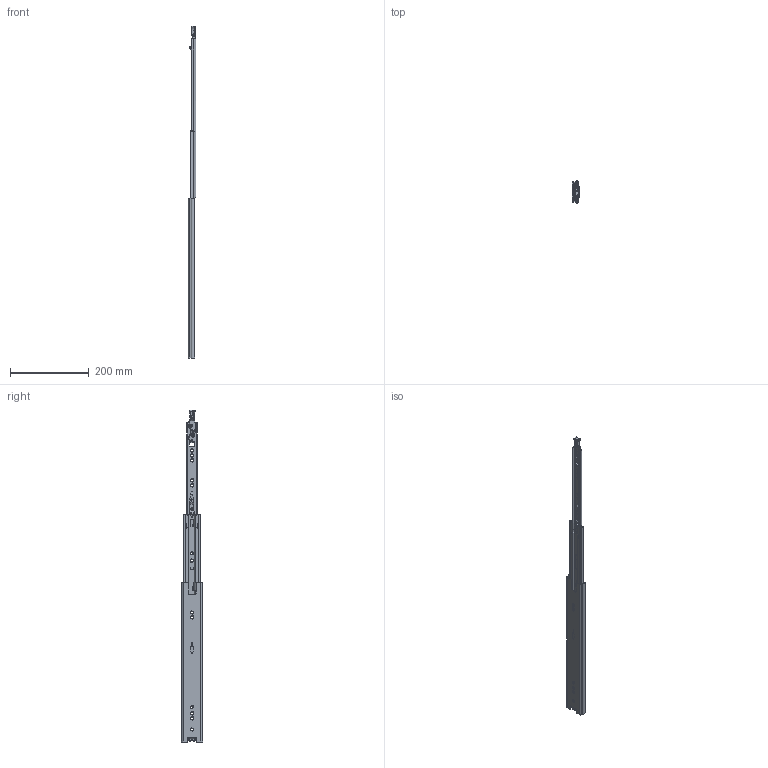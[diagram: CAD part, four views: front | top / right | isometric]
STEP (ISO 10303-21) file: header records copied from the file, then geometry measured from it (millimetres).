
FILE_DESCRIPTION (( 'STEP AP214' ), '1' );
FILE_NAME ('FR_5609_SL.0406mm_16inch_open_left.STEP', '2022-10-27T05:20:44', ( '' ), ( '' ), 'SwSTEP 2.0', 'SolidWorks 2020', '' );
FILE_SCHEMA (( 'AUTOMOTIVE_DESIGN' ));
Length unit declared in the file: millimetre
Products named in the file (13): 5609.XXX-01.T058_NL 16; Middle Stop; 5609.XXX-03.T058_NL 16; Middle Lock; FR_5609_SL.0406mm_16inch_open_left; Detent; 5609.XXX-02.T058_NL 16 open; Drawer Lock; Locking Handle; Spring Lever; 5609.XXX-02.T058_NL 16
Assembly tree (12 placements, depth 3):
  FR_5609_SL.0406mm_16inch_open_left
    5609.XXX-01.T058_NL 16
      5609.XXX-01.T058_NL 16
      Detent
    5609.XXX-02.T058_NL 16 open
      5609.XXX-02.T058_NL 16
      Middle Stop
      Middle Lock
    5609.XXX-03.T058_NL 16
      5609.XXX-03.T058_NL 16
      Locking Handle
      Spring Lever
      Drawer Lock
Bounding box: 19.1 x 55.98 x 845.87 mm (x, y, z)
Volume: 150720 mm3; surface area: 175719.4 mm2
Topology: 10 solids, 10 shells, 1550 faces, 4055 edges, 2505 vertices
Faces by surface type: cylinder 688, plane 524, bspline 184, cone 154
Entity records: 55028 total; most frequent: CARTESIAN_POINT 17730, ORIENTED_EDGE 8082, DIRECTION 7418, EDGE_CURVE 4041, AXIS2_PLACEMENT_3D 2745, VERTEX_POINT 2505, VECTOR 1928, LINE 1928
